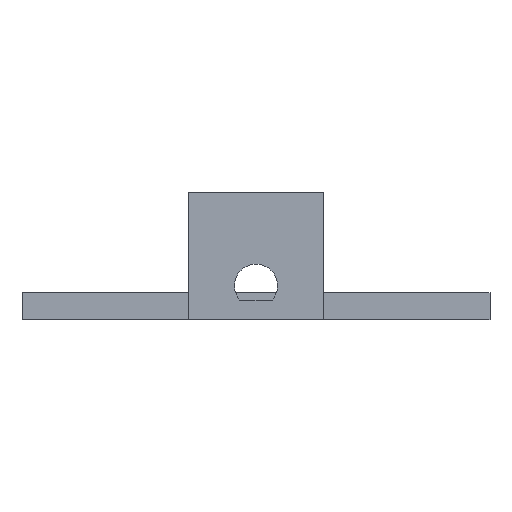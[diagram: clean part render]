
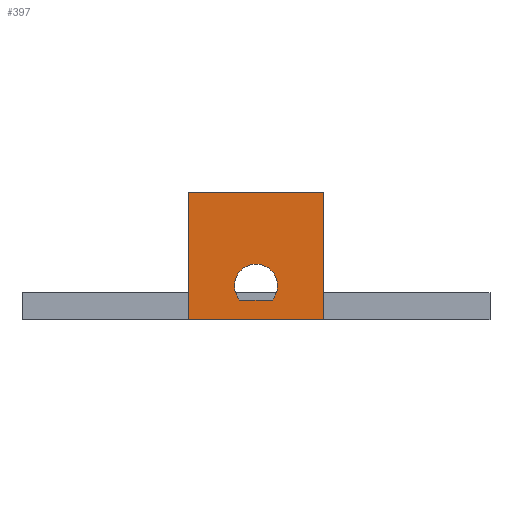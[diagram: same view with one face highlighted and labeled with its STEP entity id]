
A CAD part, front view. The second image highlights one B-rep face of the part: STEP entity #397.
In plain terms, the highlighted planar face has unit normal (0, -1, 0).
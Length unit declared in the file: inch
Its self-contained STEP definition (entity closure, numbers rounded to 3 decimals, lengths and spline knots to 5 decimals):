
#19 = EDGE_CURVE ( 'NONE', #1326, #635, #1101, .T. ) ;
#26 = CARTESIAN_POINT ( 'NONE',  ( -0.375, -0.60182, 0. ) ) ;
#32 = EDGE_CURVE ( 'NONE', #635, #1326, #1158, .T. ) ;
#147 = VERTEX_POINT ( 'NONE', #668 ) ;
#162 = EDGE_LOOP ( 'NONE', ( #200, #323 ) ) ;
#172 = EDGE_LOOP ( 'NONE', ( #363, #372, #335, #1044 ) ) ;
#200 = ORIENTED_EDGE ( 'NONE', *, *, #32, .F. ) ;
#217 = CARTESIAN_POINT ( 'NONE',  ( 0.375, -0.60182, 0.71 ) ) ;
#229 = DIRECTION ( 'NONE',  ( 1., 0., 0. ) ) ;
#255 = EDGE_CURVE ( 'NONE', #1298, #413, #526, .T. ) ;
#270 = CARTESIAN_POINT ( 'NONE',  ( -0.375, -0.60182, 0.71 ) ) ;
#279 = AXIS2_PLACEMENT_3D ( 'NONE', #285, #1119, #1107 ) ;
#285 = CARTESIAN_POINT ( 'NONE',  ( 0., -0.60182, 0.19 ) ) ;
#316 = PLANE ( 'NONE',  #688 ) ;
#323 = ORIENTED_EDGE ( 'NONE', *, *, #19, .F. ) ;
#335 = ORIENTED_EDGE ( 'NONE', *, *, #255, .T. ) ;
#363 = ORIENTED_EDGE ( 'NONE', *, *, #1362, .T. ) ;
#364 = CARTESIAN_POINT ( 'NONE',  ( -0.375, -0.60182, 0.71 ) ) ;
#372 = ORIENTED_EDGE ( 'NONE', *, *, #1278, .T. ) ;
#397 = ADVANCED_FACE ( 'NONE', ( #629, #590 ), #316, .T. ) ;
#413 = VERTEX_POINT ( 'NONE', #217 ) ;
#428 = CARTESIAN_POINT ( 'NONE',  ( 0., -0.60182, 0. ) ) ;
#442 = VERTEX_POINT ( 'NONE', #26 ) ;
#462 = DIRECTION ( 'NONE',  ( -1., 0., 0. ) ) ;
#490 = DIRECTION ( 'NONE',  ( 0., 0., -1. ) ) ;
#526 = LINE ( 'NONE', #1106, #549 ) ;
#541 = DIRECTION ( 'NONE',  ( 0., -1., 0. ) ) ;
#549 = VECTOR ( 'NONE', #904, 39.37008 ) ;
#590 = FACE_BOUND ( 'NONE', #162, .T. ) ;
#629 = FACE_OUTER_BOUND ( 'NONE', #172, .T. ) ;
#635 = VERTEX_POINT ( 'NONE', #1064 ) ;
#668 = CARTESIAN_POINT ( 'NONE',  ( -0.375, -0.60182, 0.71 ) ) ;
#688 = AXIS2_PLACEMENT_3D ( 'NONE', #428, #541, #490 ) ;
#832 = VECTOR ( 'NONE', #462, 39.37008 ) ;
#838 = LINE ( 'NONE', #364, #832 ) ;
#878 = LINE ( 'NONE', #1268, #926 ) ;
#896 = VECTOR ( 'NONE', #1002, 39.37008 ) ;
#899 = LINE ( 'NONE', #270, #896 ) ;
#904 = DIRECTION ( 'NONE',  ( 0., 0., 1. ) ) ;
#926 = VECTOR ( 'NONE', #1251, 39.37008 ) ;
#944 = EDGE_CURVE ( 'NONE', #413, #147, #838, .T. ) ;
#1002 = DIRECTION ( 'NONE',  ( 0., 0., -1. ) ) ;
#1044 = ORIENTED_EDGE ( 'NONE', *, *, #944, .T. ) ;
#1064 = CARTESIAN_POINT ( 'NONE',  ( -0.08944, -0.60182, 0.11 ) ) ;
#1101 = CIRCLE ( 'NONE', #279, 0.12 ) ;
#1106 = CARTESIAN_POINT ( 'NONE',  ( 0.375, -0.60182, 0.71 ) ) ;
#1107 = DIRECTION ( 'NONE',  ( 0., 0., -1. ) ) ;
#1119 = DIRECTION ( 'NONE',  ( 0., -1., 0. ) ) ;
#1158 = LINE ( 'NONE', #1339, #1250 ) ;
#1250 = VECTOR ( 'NONE', #229, 39.37008 ) ;
#1251 = DIRECTION ( 'NONE',  ( 1., 0., 0. ) ) ;
#1257 = CARTESIAN_POINT ( 'NONE',  ( 0.375, -0.60182, 0. ) ) ;
#1268 = CARTESIAN_POINT ( 'NONE',  ( -0.375, -0.60182, 0. ) ) ;
#1276 = CARTESIAN_POINT ( 'NONE',  ( 0.08944, -0.60182, 0.11 ) ) ;
#1278 = EDGE_CURVE ( 'NONE', #442, #1298, #878, .T. ) ;
#1298 = VERTEX_POINT ( 'NONE', #1257 ) ;
#1326 = VERTEX_POINT ( 'NONE', #1276 ) ;
#1339 = CARTESIAN_POINT ( 'NONE',  ( -0.08944, -0.60182, 0.11 ) ) ;
#1362 = EDGE_CURVE ( 'NONE', #147, #442, #899, .T. ) ;
